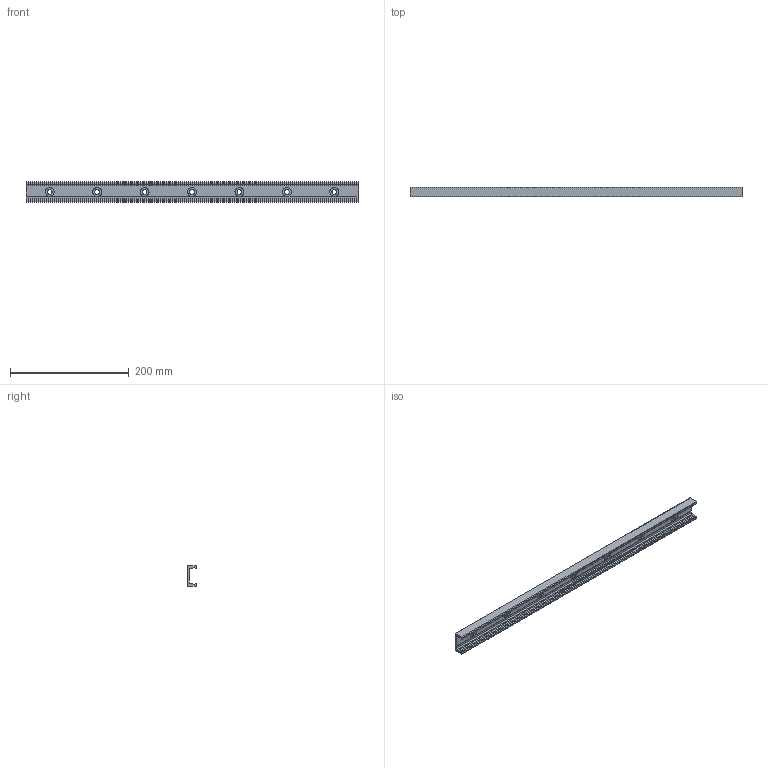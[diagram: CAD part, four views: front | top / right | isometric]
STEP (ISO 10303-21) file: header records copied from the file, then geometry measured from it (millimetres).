
FILE_DESCRIPTION((''),'2;1');
FILE_NAME('LCX 35-0560.C.stp','2016-04-28T08:45:53',('MRathmann'),(''),'Autodesk Inventor 2012','Autodesk Inventor 2012','');
FILE_SCHEMA(('CONFIG_CONTROL_DESIGN'));
Length unit declared in the file: millimetre
Products named in the file (1): LCX 35-0560.C
Bounding box: 560 x 16.5 x 35 mm (x, y, z)
Volume: 120700.2 mm3; surface area: 72254.7 mm2
Topology: 1 solids, 1 shells, 49 faces, 148 edges, 101 vertices
Faces by surface type: cylinder 27, plane 22
Full cylindrical faces by diameter (mm): 8 x7, 15 x7
Entity records: 1739 total; most frequent: CARTESIAN_POINT 460, DIRECTION 267, ORIENTED_EDGE 240, EDGE_CURVE 120, AXIS2_PLACEMENT_3D 104, VERTEX_POINT 87, EDGE_LOOP 77, VECTOR 59
